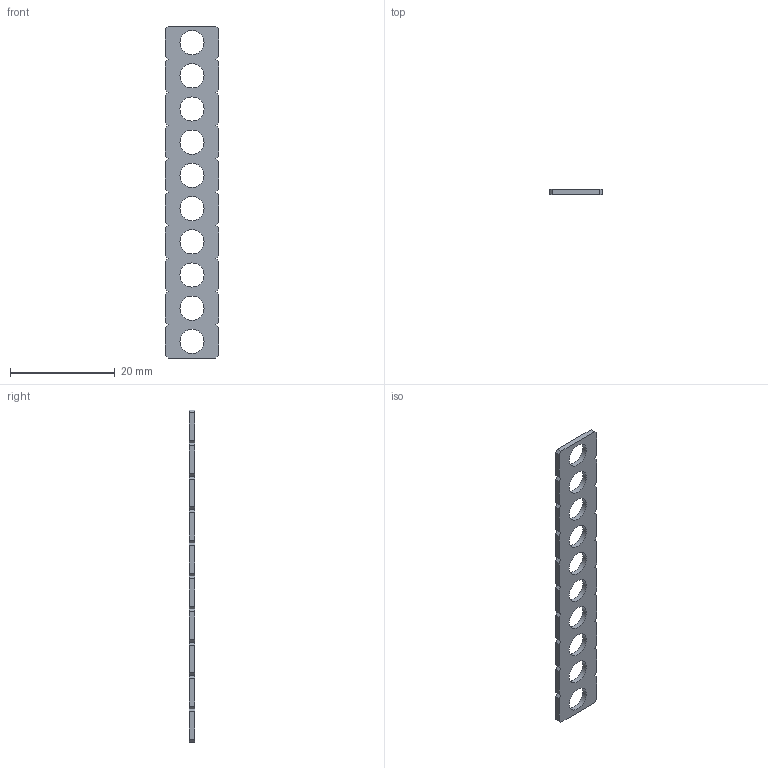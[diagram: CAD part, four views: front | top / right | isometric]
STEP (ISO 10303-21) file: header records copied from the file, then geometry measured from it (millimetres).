
FILE_DESCRIPTION(/* description */ (''),/* implementation_level */ '2;1');
FILE_NAME(/* name */ 'Quarter-Inch Pitch Bar, 10 holes.ipt.step',/* time_stamp */ '2020-04-16T23:17:36-04:00',/* author */ ('Jordan'),/* organization */ (''),/* preprocessor_version */ 'ST-DEVELOPER v17',/* originating_system */ 'Autodesk Inventor 2019',/* authorisation */ '');
FILE_SCHEMA (('AUTOMOTIVE_DESIGN { 1 0 10303 214 3 1 1 }','PROCESS_PLANNING_SCHEMA'));
Length unit declared in the file: inch
Products named in the file (1): VM-BAR-10 RevA
Bounding box: 10.16 x 0.97 x 63.5 mm (x, y, z)
Volume: 455.7 mm3; surface area: 1232.8 mm2
Topology: 1 solids, 1 shells, 74 faces, 236 edges, 164 vertices
Faces by surface type: plane 64, cylinder 10
Full cylindrical faces by diameter (mm): 4.623 x10
Entity records: 2701 total; most frequent: CARTESIAN_POINT 475, ORIENTED_EDGE 472, DIRECTION 426, EDGE_CURVE 236, LINE 196, VECTOR 196, VERTEX_POINT 164, AXIS2_PLACEMENT_3D 115
